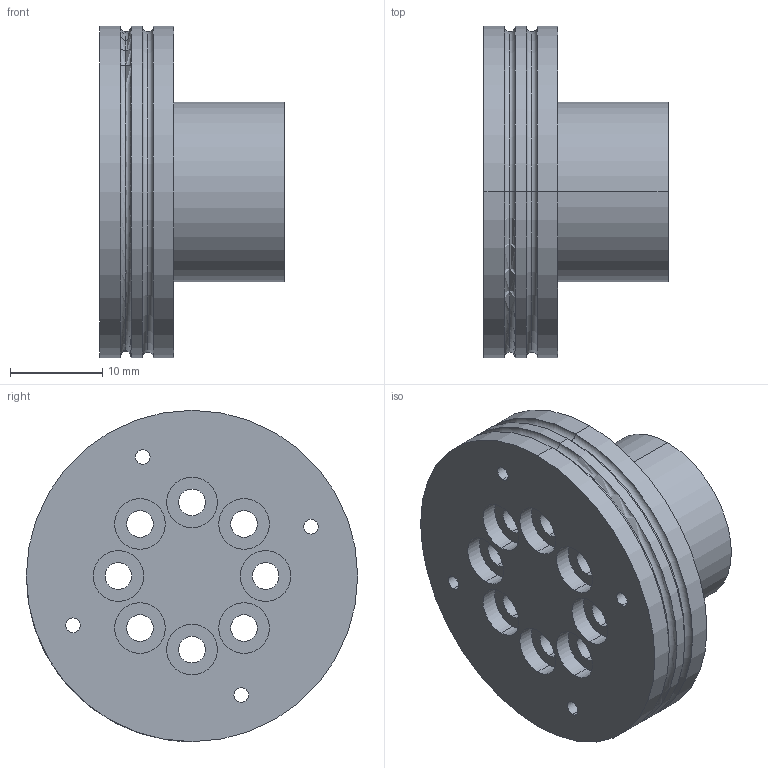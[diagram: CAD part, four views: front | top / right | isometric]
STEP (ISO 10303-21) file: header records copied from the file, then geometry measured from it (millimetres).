
FILE_DESCRIPTION (( 'STEP AP203' ), '1' );
FILE_NAME ('joint3_stator_ver2.STEP', '2021-11-11T02:56:30', ( '' ), ( '' ), 'SwSTEP 2.0', 'SolidWorks 2019', '' );
FILE_SCHEMA (( 'CONFIG_CONTROL_DESIGN' ));
Length unit declared in the file: millimetre
Products named in the file (1): joint3_stator_ver2
Bounding box: 20 x 36 x 36 mm (x, y, z)
Volume: 9445.3 mm3; surface area: 6045.5 mm2
Topology: 1 solids, 1 shells, 101 faces, 247 edges, 157 vertices
Faces by surface type: cylinder 66, torus 20, plane 15
Entity records: 3278 total; most frequent: CARTESIAN_POINT 647, DIRECTION 596, ORIENTED_EDGE 494, AXIS2_PLACEMENT_3D 265, EDGE_CURVE 247, CIRCLE 163, VERTEX_POINT 157, EDGE_LOOP 138
